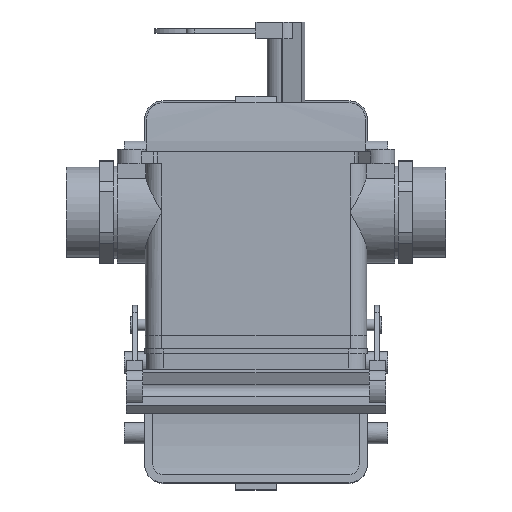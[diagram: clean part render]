
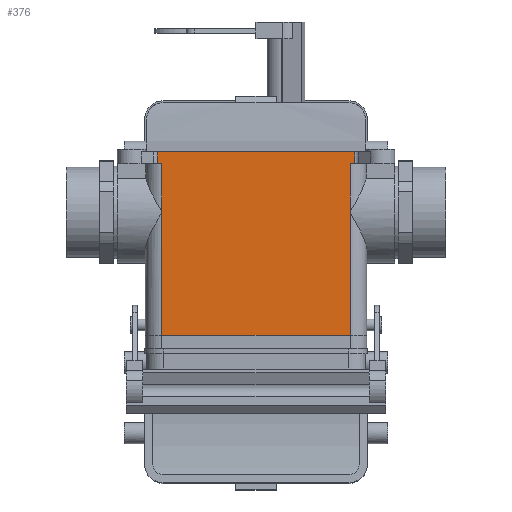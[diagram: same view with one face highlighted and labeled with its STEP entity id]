
A CAD part, top view. The second image highlights one B-rep face of the part: STEP entity #376.
In plain terms, the highlighted planar face has unit normal (0, 0, 1).
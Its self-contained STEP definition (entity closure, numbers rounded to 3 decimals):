
#376 = ADVANCED_FACE( '', ( #1008 ), #1009, .F. );
#1008 = FACE_OUTER_BOUND( '', #1978, .T. );
#1009 = PLANE( '', #1979 );
#1978 = EDGE_LOOP( '', ( #3032, #3033, #3034, #3035, #3036, #3037, #3038, #3039, #3040, #3041 ) );
#1979 = AXIS2_PLACEMENT_3D( '', #3042, #3043, #3044 );
#3032 = ORIENTED_EDGE( '', *, *, #5605, .F. );
#3033 = ORIENTED_EDGE( '', *, *, #5606, .F. );
#3034 = ORIENTED_EDGE( '', *, *, #5607, .F. );
#3035 = ORIENTED_EDGE( '', *, *, #5608, .T. );
#3036 = ORIENTED_EDGE( '', *, *, #5609, .T. );
#3037 = ORIENTED_EDGE( '', *, *, #5610, .T. );
#3038 = ORIENTED_EDGE( '', *, *, #5611, .F. );
#3039 = ORIENTED_EDGE( '', *, *, #5612, .T. );
#3040 = ORIENTED_EDGE( '', *, *, #5613, .T. );
#3041 = ORIENTED_EDGE( '', *, *, #5614, .F. );
#3042 = CARTESIAN_POINT( '', ( 42.515, -5., 21.5 ) );
#3043 = DIRECTION( '', ( 0., 0., -1. ) );
#3044 = DIRECTION( '', ( -1., 0., 0. ) );
#5605 = EDGE_CURVE( '', #6645, #6704, #6705, .T. );
#5606 = EDGE_CURVE( '', #6706, #6645, #6707, .T. );
#5607 = EDGE_CURVE( '', #6708, #6706, #6709, .T. );
#5608 = EDGE_CURVE( '', #6708, #6710, #6711, .T. );
#5609 = EDGE_CURVE( '', #6710, #6712, #6713, .T. );
#5610 = EDGE_CURVE( '', #6712, #6714, #6715, .F. );
#5611 = EDGE_CURVE( '', #6716, #6714, #6717, .T. );
#5612 = EDGE_CURVE( '', #6716, #6718, #6719, .T. );
#5613 = EDGE_CURVE( '', #6718, #6720, #6721, .T. );
#5614 = EDGE_CURVE( '', #6704, #6720, #6722, .T. );
#6645 = VERTEX_POINT( '', #8302 );
#6704 = VERTEX_POINT( '', #8466 );
#6705 = LINE( '', #8467, #8468 );
#6706 = VERTEX_POINT( '', #8469 );
#6707 = LINE( '', #8470, #8471 );
#6708 = VERTEX_POINT( '', #8472 );
#6709 = LINE( '', #8473, #8474 );
#6710 = VERTEX_POINT( '', #8475 );
#6711 = LINE( '', #8476, #8477 );
#6712 = VERTEX_POINT( '', #8478 );
#6713 = LINE( '', #8479, #8480 );
#6714 = VERTEX_POINT( '', #8481 );
#6715 = LINE( '', #8482, #8483 );
#6716 = VERTEX_POINT( '', #8484 );
#6717 = LINE( '', #8485, #8486 );
#6718 = VERTEX_POINT( '', #8487 );
#6719 = LINE( '', #8488, #8489 );
#6720 = VERTEX_POINT( '', #8490 );
#6721 = LINE( '', #8491, #8492 );
#6722 = LINE( '', #8493, #8494 );
#8302 = CARTESIAN_POINT( '', ( 39.65, -25.5, 21.5 ) );
#8466 = CARTESIAN_POINT( '', ( 39.65, -77.4, 21.5 ) );
#8467 = CARTESIAN_POINT( '', ( 39.65, 74.914, 21.5 ) );
#8468 = VECTOR( '', #10655, 1000. );
#8469 = CARTESIAN_POINT( '', ( 39.65, -5., 21.5 ) );
#8470 = CARTESIAN_POINT( '', ( 39.65, 74.914, 21.5 ) );
#8471 = VECTOR( '', #10656, 1000. );
#8472 = CARTESIAN_POINT( '', ( 41.686, -5., 21.5 ) );
#8473 = CARTESIAN_POINT( '', ( 42.515, -5., 21.5 ) );
#8474 = VECTOR( '', #10657, 1000. );
#8475 = CARTESIAN_POINT( '', ( 41.686, 0., 21.5 ) );
#8476 = CARTESIAN_POINT( '', ( 41.686, 0., 21.5 ) );
#8477 = VECTOR( '', #10658, 1000. );
#8478 = CARTESIAN_POINT( '', ( -41.686, 0., 21.5 ) );
#8479 = CARTESIAN_POINT( '', ( 42.515, 0., 21.5 ) );
#8480 = VECTOR( '', #10659, 1000. );
#8481 = CARTESIAN_POINT( '', ( -41.686, -5., 21.5 ) );
#8482 = CARTESIAN_POINT( '', ( -41.686, -5., 21.5 ) );
#8483 = VECTOR( '', #10660, 1000. );
#8484 = CARTESIAN_POINT( '', ( -39.65, -5., 21.5 ) );
#8485 = CARTESIAN_POINT( '', ( 42.515, -5., 21.5 ) );
#8486 = VECTOR( '', #10661, 1000. );
#8487 = CARTESIAN_POINT( '', ( -39.65, -25.5, 21.5 ) );
#8488 = CARTESIAN_POINT( '', ( -39.65, 74.914, 21.5 ) );
#8489 = VECTOR( '', #10662, 1000. );
#8490 = CARTESIAN_POINT( '', ( -39.65, -77.4, 21.5 ) );
#8491 = CARTESIAN_POINT( '', ( -39.65, 74.914, 21.5 ) );
#8492 = VECTOR( '', #10663, 1000. );
#8493 = CARTESIAN_POINT( '', ( -39.65, -77.4, 21.5 ) );
#8494 = VECTOR( '', #10664, 1000. );
#10655 = DIRECTION( '', ( 0., -1., 0. ) );
#10656 = DIRECTION( '', ( 0., -1., 0. ) );
#10657 = DIRECTION( '', ( -1., 0., 0. ) );
#10658 = DIRECTION( '', ( 0., 1., 0. ) );
#10659 = DIRECTION( '', ( -1., 0., 0. ) );
#10660 = DIRECTION( '', ( 0., 1., 0. ) );
#10661 = DIRECTION( '', ( -1., 0., 0. ) );
#10662 = DIRECTION( '', ( 0., -1., 0. ) );
#10663 = DIRECTION( '', ( 0., -1., 0. ) );
#10664 = DIRECTION( '', ( -1., 0., 0. ) );
